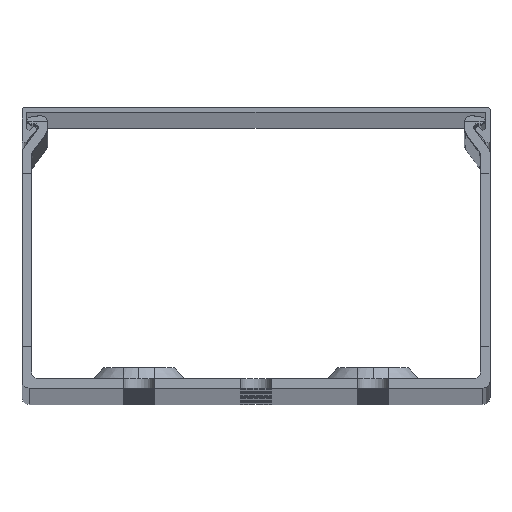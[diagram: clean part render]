
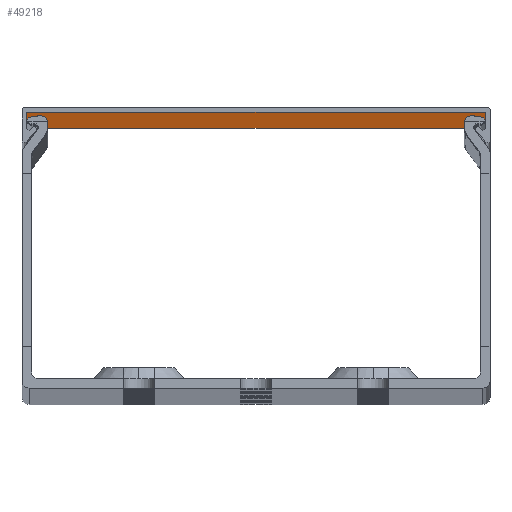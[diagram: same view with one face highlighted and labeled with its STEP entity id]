
A CAD part, top view. The second image highlights one B-rep face of the part: STEP entity #49218.
In plain terms, the highlighted planar face has unit normal (0, -1, 0).
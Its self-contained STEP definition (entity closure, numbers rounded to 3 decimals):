
#600 = VERTEX_POINT ( 'NONE', #47349 ) ;
#4518 = AXIS2_PLACEMENT_3D ( 'NONE', #22239, #21981, #42229 ) ;
#5789 = EDGE_LOOP ( 'NONE', ( #31465, #22186, #8219, #39749 ) ) ;
#8219 = ORIENTED_EDGE ( 'NONE', *, *, #9497, .T. ) ;
#9173 = VERTEX_POINT ( 'NONE', #49243 ) ;
#9497 = EDGE_CURVE ( 'NONE', #42232, #600, #39771, .T. ) ;
#11979 = CARTESIAN_POINT ( 'NONE',  ( -49., 59., 1000. ) ) ;
#12580 = DIRECTION ( 'NONE',  ( -1., 0., 0. ) ) ;
#13344 = PLANE ( 'NONE',  #4518 ) ;
#16219 = CARTESIAN_POINT ( 'NONE',  ( 49., 59., 1100.352 ) ) ;
#16649 = LINE ( 'NONE', #20413, #42011 ) ;
#17051 = VECTOR ( 'NONE', #31133, 1000. ) ;
#20413 = CARTESIAN_POINT ( 'NONE',  ( -49., 59., 1000. ) ) ;
#21981 = DIRECTION ( 'NONE',  ( 0., 1., 0. ) ) ;
#21998 = CARTESIAN_POINT ( 'NONE',  ( 49., 59., -1000. ) ) ;
#22186 = ORIENTED_EDGE ( 'NONE', *, *, #43116, .T. ) ;
#22239 = CARTESIAN_POINT ( 'NONE',  ( -49., 59., 1100.352 ) ) ;
#31133 = DIRECTION ( 'NONE',  ( 0., 0., -1. ) ) ;
#31206 = EDGE_CURVE ( 'NONE', #9173, #39005, #41319, .T. ) ;
#31465 = ORIENTED_EDGE ( 'NONE', *, *, #31206, .F. ) ;
#31793 = DIRECTION ( 'NONE',  ( 1., 0., 0. ) ) ;
#32155 = DIRECTION ( 'NONE',  ( 0., 0., -1. ) ) ;
#32326 = CARTESIAN_POINT ( 'NONE',  ( -49., 59., -1000. ) ) ;
#33921 = EDGE_CURVE ( 'NONE', #600, #39005, #44231, .T. ) ;
#39005 = VERTEX_POINT ( 'NONE', #21998 ) ;
#39249 = CARTESIAN_POINT ( 'NONE',  ( -49., 59., 1100.352 ) ) ;
#39749 = ORIENTED_EDGE ( 'NONE', *, *, #33921, .T. ) ;
#39771 = LINE ( 'NONE', #39249, #17051 ) ;
#41319 = LINE ( 'NONE', #16219, #50048 ) ;
#42011 = VECTOR ( 'NONE', #12580, 1000. ) ;
#42229 = DIRECTION ( 'NONE',  ( -1., 0., 0. ) ) ;
#42232 = VERTEX_POINT ( 'NONE', #11979 ) ;
#43116 = EDGE_CURVE ( 'NONE', #9173, #42232, #16649, .T. ) ;
#44231 = LINE ( 'NONE', #32326, #46256 ) ;
#46026 = FACE_OUTER_BOUND ( 'NONE', #5789, .T. ) ;
#46256 = VECTOR ( 'NONE', #31793, 1000. ) ;
#47349 = CARTESIAN_POINT ( 'NONE',  ( -49., 59., -1000. ) ) ;
#49218 = ADVANCED_FACE ( 'NONE', ( #46026 ), #13344, .F. ) ;
#49243 = CARTESIAN_POINT ( 'NONE',  ( 49., 59., 1000. ) ) ;
#50048 = VECTOR ( 'NONE', #32155, 1000. ) ;
